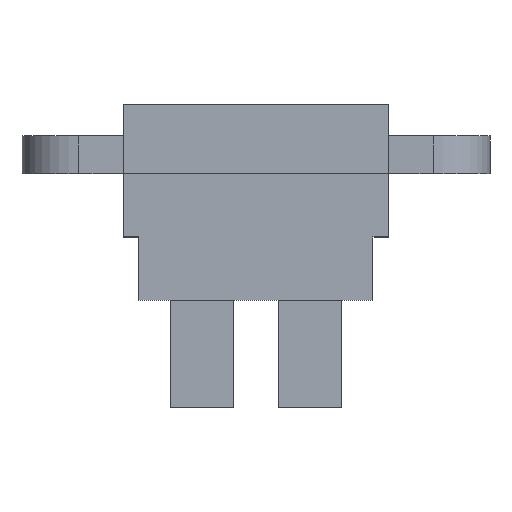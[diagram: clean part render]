
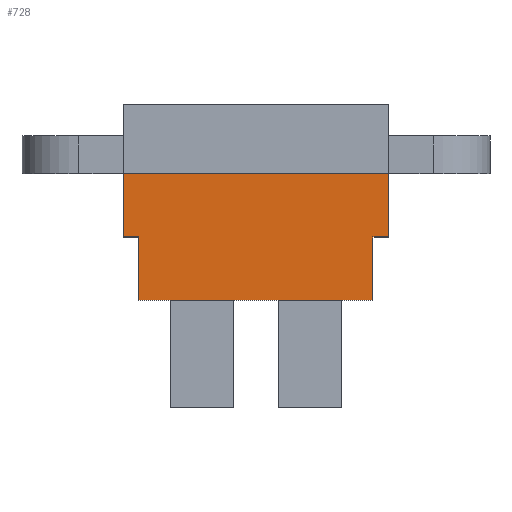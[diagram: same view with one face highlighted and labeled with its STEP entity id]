
A CAD part, top view. The second image highlights one B-rep face of the part: STEP entity #728.
In plain terms, the highlighted planar face has unit normal (0, 0, 1).
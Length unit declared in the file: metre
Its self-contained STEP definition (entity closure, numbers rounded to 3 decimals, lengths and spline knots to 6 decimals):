
#74=ORIENTED_EDGE('',*,*,#264,.T.);
#75=ORIENTED_EDGE('',*,*,#272,.F.);
#76=ORIENTED_EDGE('',*,*,#273,.F.);
#77=ORIENTED_EDGE('',*,*,#255,.F.);
#78=ORIENTED_EDGE('',*,*,#274,.T.);
#79=ORIENTED_EDGE('',*,*,#245,.T.);
#80=ORIENTED_EDGE('',*,*,#275,.F.);
#81=ORIENTED_EDGE('',*,*,#269,.T.);
#245=EDGE_CURVE('',#343,#345,#413,.T.);
#255=EDGE_CURVE('',#354,#355,#423,.T.);
#264=EDGE_CURVE('',#360,#363,#432,.T.);
#269=EDGE_CURVE('',#368,#360,#437,.T.);
#272=EDGE_CURVE('',#370,#363,#440,.T.);
#273=EDGE_CURVE('',#355,#370,#441,.T.);
#274=EDGE_CURVE('',#354,#343,#442,.T.);
#275=EDGE_CURVE('',#368,#345,#443,.T.);
#343=VERTEX_POINT('',#1095);
#345=VERTEX_POINT('',#1099);
#354=VERTEX_POINT('',#1120);
#355=VERTEX_POINT('',#1122);
#360=VERTEX_POINT('',#1134);
#363=VERTEX_POINT('',#1139);
#368=VERTEX_POINT('',#1151);
#370=VERTEX_POINT('',#1157);
#413=LINE('',#1100,#505);
#423=LINE('',#1121,#515);
#432=LINE('',#1140,#524);
#437=LINE('',#1150,#529);
#440=LINE('',#1156,#532);
#441=LINE('',#1158,#533);
#442=LINE('',#1159,#534);
#443=LINE('',#1160,#535);
#505=VECTOR('',#901,1.);
#515=VECTOR('',#915,1.);
#524=VECTOR('',#926,1.);
#529=VECTOR('',#933,1.);
#532=VECTOR('',#938,1.);
#533=VECTOR('',#939,1.);
#534=VECTOR('',#940,1.);
#535=VECTOR('',#941,1.);
#595=EDGE_LOOP('',(#74,#75,#76,#77,#78,#79,#80,#81));
#645=FACE_BOUND('',#595,.T.);
#692=PLANE('',#842);
#728=ADVANCED_FACE('',(#645),#692,.F.);
#842=AXIS2_PLACEMENT_3D('',#1155,#936,#937);
#901=DIRECTION('',(0.,-1.,0.));
#915=DIRECTION('',(0.,-1.,0.));
#926=DIRECTION('',(1.,0.,0.));
#933=DIRECTION('',(0.,-1.,0.));
#936=DIRECTION('',(0.,0.,-1.));
#937=DIRECTION('',(0.,1.,0.));
#938=DIRECTION('',(0.,-1.,0.));
#939=DIRECTION('',(-1.,0.,0.));
#940=DIRECTION('',(-1.,0.,0.));
#941=DIRECTION('',(-1.,0.,0.));
#1095=CARTESIAN_POINT('',(-0.00125,0.01,0.));
#1099=CARTESIAN_POINT('',(-0.00125,0.005,0.));
#1100=CARTESIAN_POINT('',(-0.00125,0.01,0.));
#1120=CARTESIAN_POINT('',(0.01975,0.01,0.));
#1121=CARTESIAN_POINT('',(0.01975,0.01,0.));
#1122=CARTESIAN_POINT('',(0.01975,0.005,0.));
#1134=CARTESIAN_POINT('',(0.,0.,0.));
#1139=CARTESIAN_POINT('',(0.0185,0.,0.));
#1140=CARTESIAN_POINT('',(0.00925,0.,0.));
#1150=CARTESIAN_POINT('',(0.,0.005,0.));
#1151=CARTESIAN_POINT('',(0.,0.005,0.));
#1155=CARTESIAN_POINT('',(0.00925,0.005,0.));
#1156=CARTESIAN_POINT('',(0.0185,0.005,0.));
#1157=CARTESIAN_POINT('',(0.0185,0.005,0.));
#1158=CARTESIAN_POINT('',(0.00925,0.005,0.));
#1159=CARTESIAN_POINT('',(0.00925,0.01,0.));
#1160=CARTESIAN_POINT('',(0.00925,0.005,0.));
